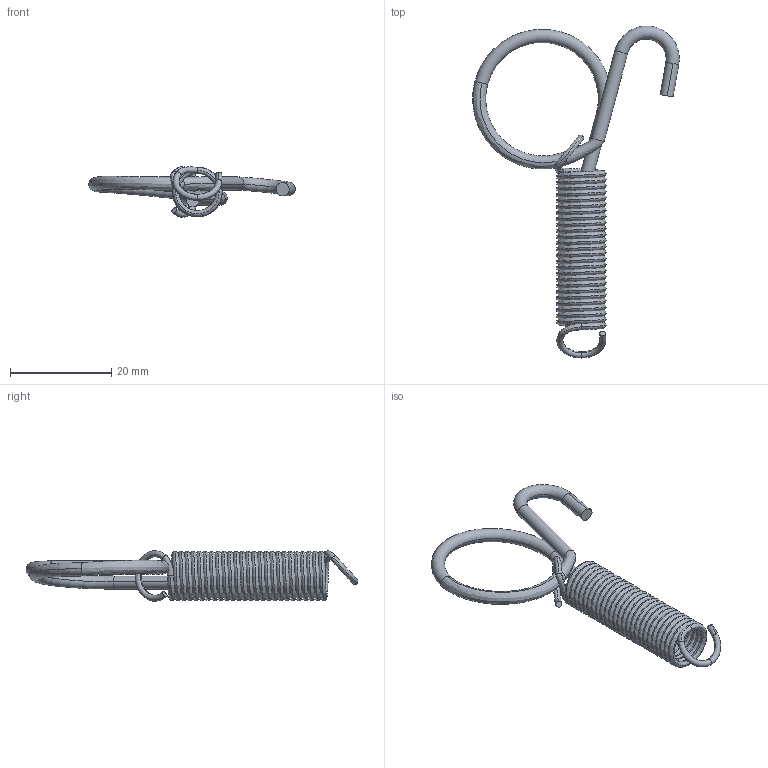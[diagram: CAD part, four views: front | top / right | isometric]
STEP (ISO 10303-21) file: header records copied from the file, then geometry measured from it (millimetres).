
FILE_DESCRIPTION (( 'STEP AP214' ), '1' );
FILE_NAME ('5935-1 Spring for Hot Wire Cutter, L=65mm STEP214.STEP', '2022-07-12T08:06:52', ( '' ), ( '' ), 'SwSTEP 2.0', 'SolidWorks 2022', '' );
FILE_SCHEMA (( 'AUTOMOTIVE_DESIGN' ));
Length unit declared in the file: millimetre
Products named in the file (3): 5935-1 Spring; 5935-2 hook; 5935-1 Spring for Hot Wire Cutter, L=65mm STEP214
Assembly tree (2 placements, depth 2):
  5935-1 Spring for Hot Wire Cutter, L=65mm STEP214
    5935-1 Spring
    5935-2 hook
Bounding box: 40.85 x 65.66 x 9.97 mm (x, y, z)
Volume: 1613 mm3; surface area: 3995.9 mm2
Topology: 2 solids, 2 shells, 39 faces, 91 edges, 54 vertices
Faces by surface type: bspline 13, torus 12, cylinder 10, plane 4
Entity records: 10705 total; most frequent: CARTESIAN_POINT 9314, DIRECTION 202, ORIENTED_EDGE 178, AXIS2_PLACEMENT_3D 96, EDGE_CURVE 89, CIRCLE 65, VERTEX_POINT 54, UNCERTAINTY_MEASURE_WITH_UNIT 46
